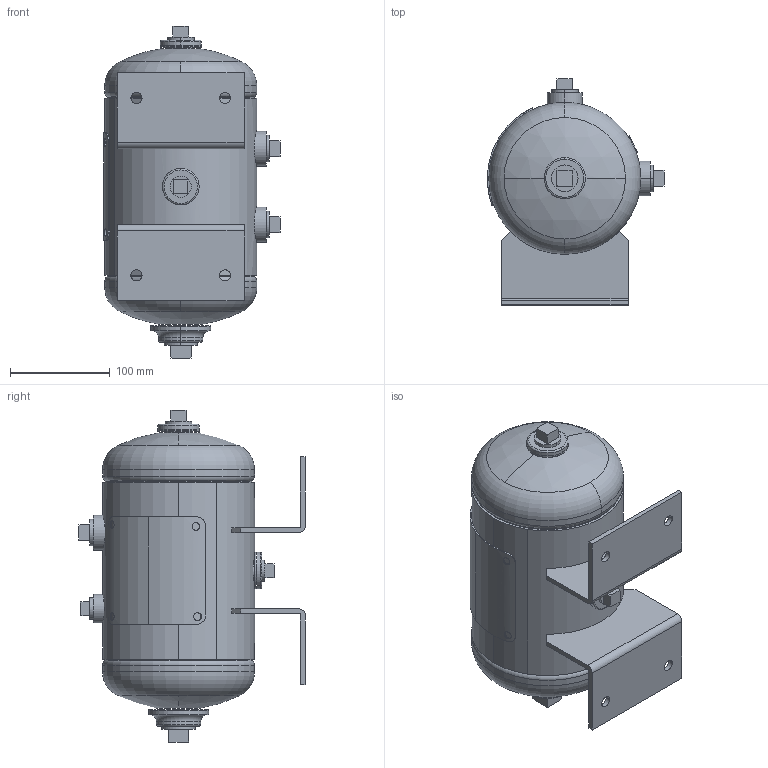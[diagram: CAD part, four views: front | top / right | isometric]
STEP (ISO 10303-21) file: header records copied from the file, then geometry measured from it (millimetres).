
FILE_DESCRIPTION (( 'STEP AP203' ), '1' );
FILE_NAME ('304978.STEP', '2012-03-06T19:58:04', ( '' ), ( '' ), 'SwSTEP 2.0', 'SolidWorks 2011', '' );
FILE_SCHEMA (( 'CONFIG_CONTROL_DESIGN' ));
Length unit declared in the file: inch
Products named in the file (1): 304978
Bounding box: 177.51 x 227.01 x 333.01 mm (x, y, z)
Surface area: 417766.6 mm2 (no closed solid volume)
Topology: 0 solids, 24 shells, 258 faces, 659 edges, 432 vertices
Faces by surface type: plane 114, cylinder 78, torus 38, bspline 20, sphere 8
Entity records: 13379 total; most frequent: CARTESIAN_POINT 7004, DIRECTION 1339, ORIENTED_EDGE 1236, EDGE_CURVE 659, AXIS2_PLACEMENT_3D 513, VERTEX_POINT 432, VECTOR 313, LINE 313
